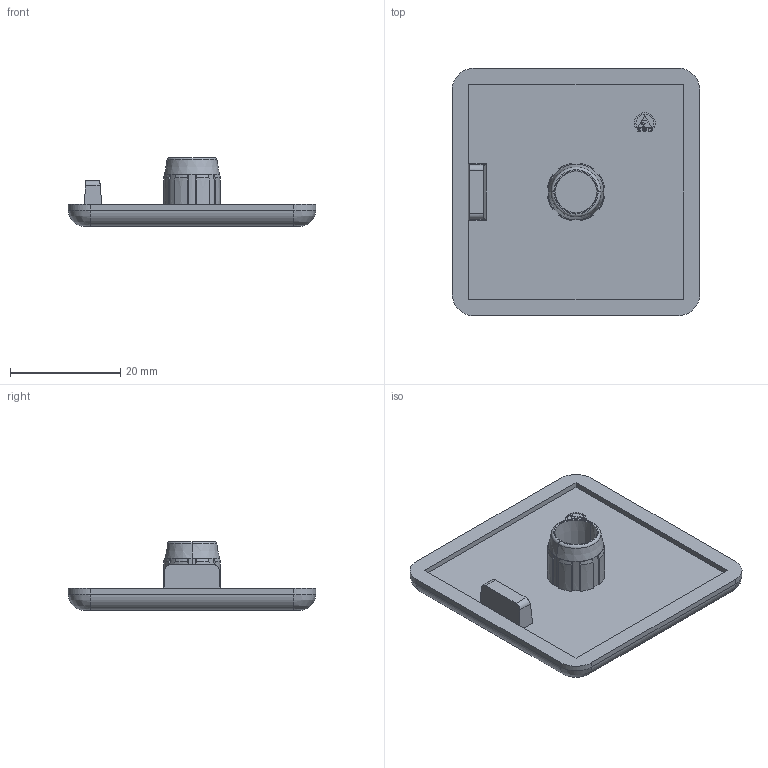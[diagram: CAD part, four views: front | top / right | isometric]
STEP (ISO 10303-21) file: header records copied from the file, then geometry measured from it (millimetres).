
FILE_DESCRIPTION (( 'STEP AP214' ), '1' );
FILE_NAME ('091011S03.STEP', '2021-03-31T06:03:52', ( '' ), ( '' ), 'SwSTEP 2.0', 'SolidWorks 2020', '' );
FILE_SCHEMA (( 'AUTOMOTIVE_DESIGN' ));
Length unit declared in the file: millimetre
Products named in the file (1): 091011S03
Bounding box: 44.97 x 44.97 x 12.5 mm (x, y, z)
Volume: 6658.4 mm3; surface area: 5264.7 mm2
Topology: 1 solids, 1 shells, 183 faces, 504 edges, 332 vertices
Faces by surface type: plane 137, cone 22, cylinder 16, bspline 6, torus 2
Entity records: 5950 total; most frequent: CARTESIAN_POINT 1354, ORIENTED_EDGE 1008, DIRECTION 866, EDGE_CURVE 504, LINE 362, VECTOR 362, VERTEX_POINT 332, AXIS2_PLACEMENT_3D 252
